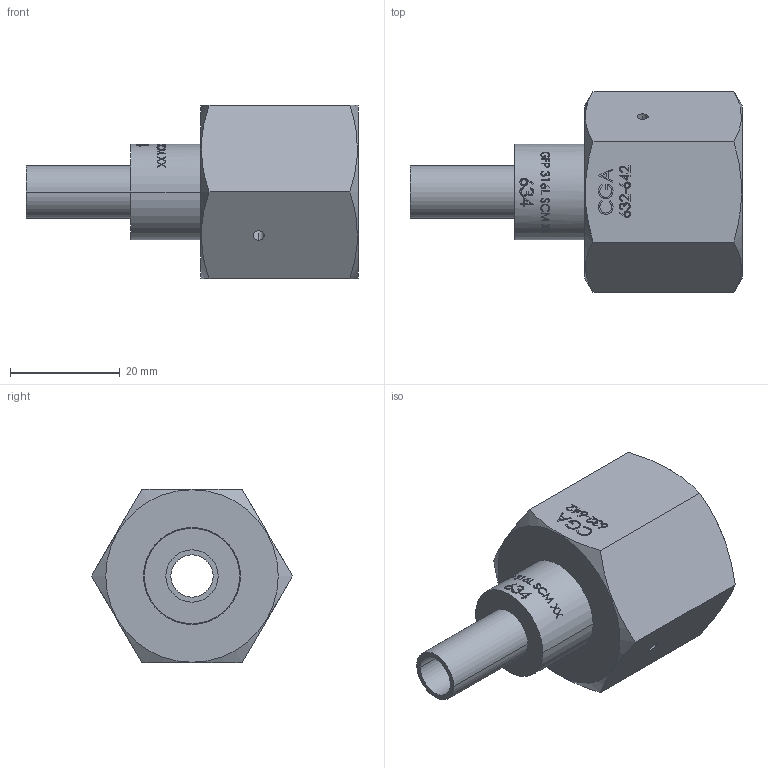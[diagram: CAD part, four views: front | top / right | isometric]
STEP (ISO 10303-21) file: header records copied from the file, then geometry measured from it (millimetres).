
FILE_DESCRIPTION (( 'STEP AP203' ), '1' );
FILE_NAME ('INL-634SS-6TS.STEP', '2025-01-15T20:12:40', ( '' ), ( '' ), 'SwSTEP 2.0', 'SolidWorks 2018', '' );
FILE_SCHEMA (( 'CONFIG_CONTROL_DESIGN' ));
Length unit declared in the file: inch
Products named in the file (3): PRT-000289; INL-634SS-6TS; PRT-000988
Assembly tree (2 placements, depth 2):
  INL-634SS-6TS
    PRT-000289
    PRT-000988
Bounding box: 60.63 x 36.66 x 31.75 mm (x, y, z)
Volume: 21652.6 mm3; surface area: 12340.7 mm2
Topology: 2 solids, 2 shells, 442 faces, 1338 edges, 941 vertices
Faces by surface type: bspline 191, plane 153, cylinder 68, torus 18, cone 12
Entity records: 31896 total; most frequent: CARTESIAN_POINT 21326, ORIENTED_EDGE 2676, EDGE_CURVE 1338, DIRECTION 1278, VERTEX_POINT 941, B_SPLINE_CURVE_WITH_KNOTS 762, EDGE_LOOP 491, AXIS2_PLACEMENT_3D 446
